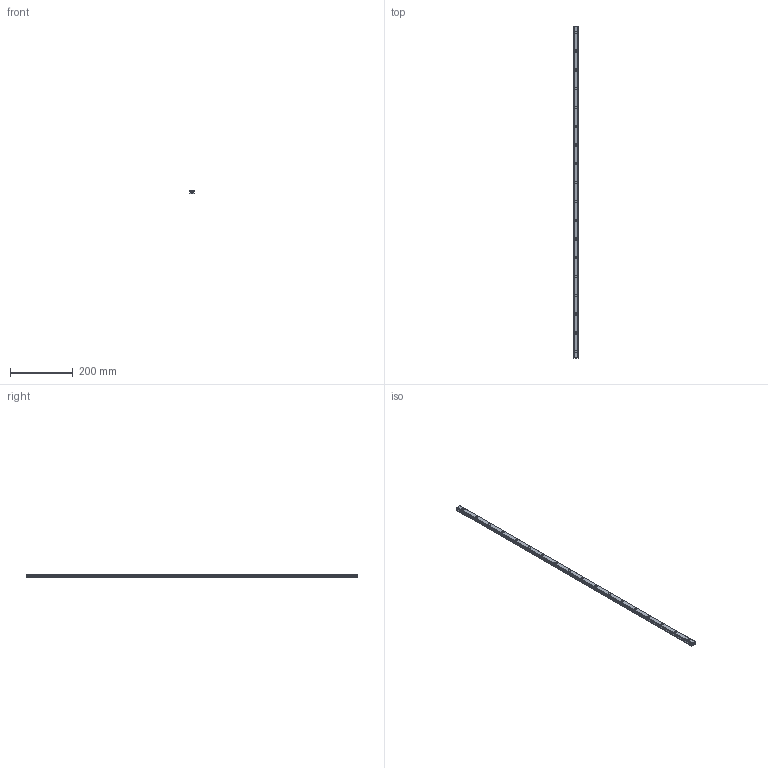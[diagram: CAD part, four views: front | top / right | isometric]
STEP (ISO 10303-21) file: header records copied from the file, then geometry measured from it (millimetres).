
FILE_DESCRIPTION(('STEP AP214'),'1');
FILE_NAME('cctmp_3F1C323E-C781-4294-B18D-D9A1790896C4_2021_02_02_13_29_02_0257..stp','2021-02-02T12:29:02',('HIWIN GmbH'),('CADClick - www.CADClick.com'),'Spatial InterOp 3D',' ','unknown authorization');
FILE_SCHEMA(('AUTOMOTIVE_DESIGN'));
Length unit declared in the file: millimetre
Products named in the file (1): EGR15U1060C_FILE
Bounding box: 15 x 1060 x 12.5 mm (x, y, z)
Volume: 168751.7 mm3; surface area: 64850.1 mm2
Topology: 1 solids, 1 shells, 283 faces, 723 edges, 482 vertices
Faces by surface type: plane 157, cylinder 126
Entity records: 10989 total; most frequent: DIRECTION 1615, CARTESIAN_POINT 1489, ORIENTED_EDGE 1446, EDGE_CURVE 723, AXIS2_PLACEMENT_3D 608, VERTEX_POINT 482, LINE 399, VECTOR 399
